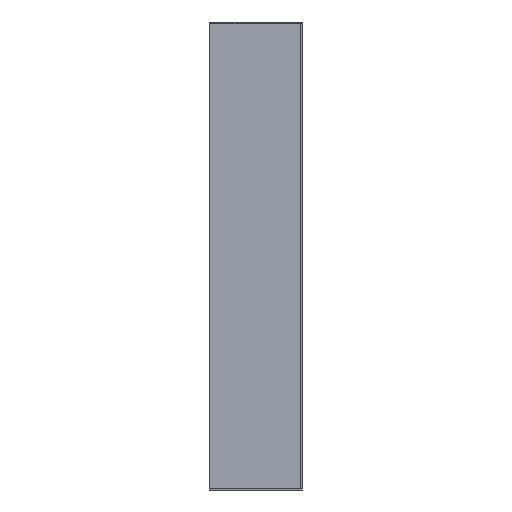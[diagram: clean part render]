
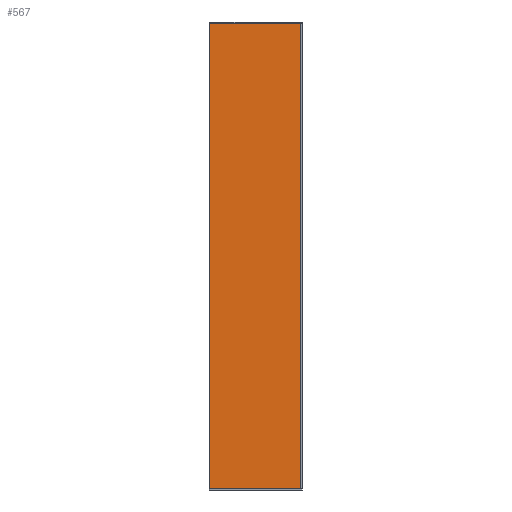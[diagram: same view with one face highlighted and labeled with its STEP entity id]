
A CAD part, front view. The second image highlights one B-rep face of the part: STEP entity #567.
In plain terms, the highlighted planar face has unit normal (0, -1, 0).
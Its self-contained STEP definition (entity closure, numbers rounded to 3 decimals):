
#567=ADVANCED_FACE('',(#1972),#1973,.T.);
#1972=FACE_OUTER_BOUND('',#4227,.T.);
#1973=PLANE('',#4228);
#4227=EDGE_LOOP('',(#8465,#8466,#8467,#8468));
#4228=AXIS2_PLACEMENT_3D('',#8469,#8470,#8471);
#8465=ORIENTED_EDGE('',*,*,#15762,.F.);
#8466=ORIENTED_EDGE('',*,*,#15632,.F.);
#8467=ORIENTED_EDGE('',*,*,#15666,.T.);
#8468=ORIENTED_EDGE('',*,*,#15823,.T.);
#8469=CARTESIAN_POINT('',(80.967,-291.558,0.0));
#8470=DIRECTION('',(0.,-1.0,0.));
#8471=DIRECTION('',(1.0,0.,0.));
#15632=EDGE_CURVE('',#19094,#19096,#19097,.T.);
#15666=EDGE_CURVE('',#19094,#19162,#19164,.T.);
#15762=EDGE_CURVE('',#19096,#19339,#19340,.T.);
#15823=EDGE_CURVE('',#19162,#19339,#19418,.T.);
#19094=VERTEX_POINT('',#24516);
#19096=VERTEX_POINT('',#24518);
#19097=LINE('',#24519,#24520);
#19162=VERTEX_POINT('',#24601);
#19164=LINE('',#24603,#24604);
#19339=VERTEX_POINT('',#24818);
#19340=LINE('',#24819,#24820);
#19418=LINE('',#24940,#24941);
#24516=CARTESIAN_POINT('',(80.967,-291.558,0.0));
#24518=CARTESIAN_POINT('',(80.967,-291.558,-896.0));
#24519=CARTESIAN_POINT('',(80.967,-291.558,0.0));
#24520=VECTOR('',#30911,1000.0);
#24601=CARTESIAN_POINT('',(-93.523,-291.558,0.0));
#24603=CARTESIAN_POINT('',(80.967,-291.558,0.0));
#24604=VECTOR('',#30979,1000.0);
#24818=CARTESIAN_POINT('',(-93.523,-291.558,-896.0));
#24819=CARTESIAN_POINT('',(80.967,-291.558,-896.0));
#24820=VECTOR('',#31187,1000.0);
#24940=CARTESIAN_POINT('',(-93.523,-291.558,0.0));
#24941=VECTOR('',#31284,1000.0);
#30911=DIRECTION('',(0.,0.,-1.0));
#30979=DIRECTION('',(-1.0,0.,0.));
#31187=DIRECTION('',(-1.0,0.,0.));
#31284=DIRECTION('',(0.,0.,-1.0));
